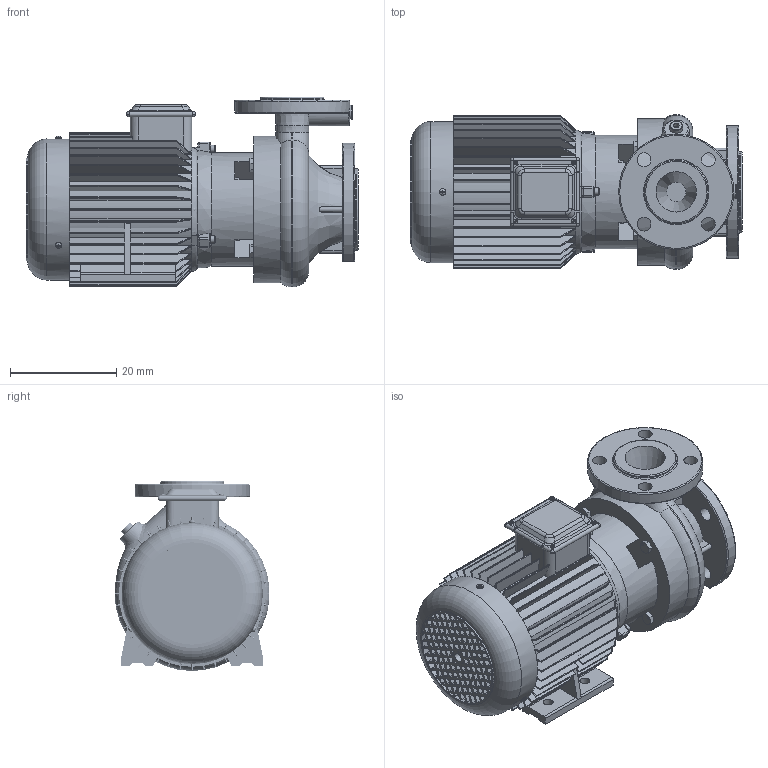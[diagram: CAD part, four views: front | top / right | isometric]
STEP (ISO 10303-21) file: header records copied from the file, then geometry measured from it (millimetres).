
FILE_DESCRIPTION(('FreeCAD Model'),'2;1');
FILE_NAME('Open CASCADE Shape Model','2025-05-09T05:24:52',('FreeCAD'),( 'FreeCAD'),'Open CASCADE STEP processor 7.6','FreeCAD','Unknown');
FILE_SCHEMA(('AUTOMOTIVE_DESIGN { 1 0 10303 214 1 1 1 1 }'));
Length unit declared in the file: millimetre
Products named in the file (1): Open CASCADE STEP translator 7.6 1
Bounding box: 62.48 x 29.13 x 35.74 mm (x, y, z)
Volume: 28609 mm3; surface area: 15986.9 mm2
Topology: 21 solids, 21 shells, 3131 faces, 8209 edges, 5120 vertices
Faces by surface type: plane 1299, cylinder 1034, bspline 422, cone 163, torus 116, sphere 97
Full cylindrical faces by diameter (mm): 0.296 x12, 0.413 x16, 0.444 x9, 0.599 x24, 0.62 x12, 0.799 x1, 0.838 x24, 0.94 x80, 1.092 x1, 1.2 x80, 1.376 x3, 1.743 x1, 1.863 x4, 2.396 x1, 2.6 x4, 2.606 x4, 2.671 x1, 4.863 x1, 7.685 x1, 11.912 x1, 15.356 x1, 18.659 x1, 19.259 x2, 21.355 x1, 21.662 x1, 26.549 x1, 27.546 x1
Entity records: 139116 total; most frequent: CARTESIAN_POINT 65746, ORIENTED_EDGE 16418, DIRECTION 13616, EDGE_CURVE 8209, VERTEX_POINT 5120, AXIS2_PLACEMENT_3D 4645, LINE 4326, VECTOR 4326
